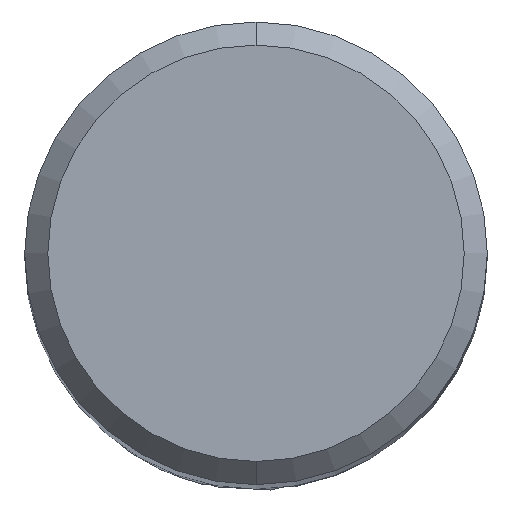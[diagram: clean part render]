
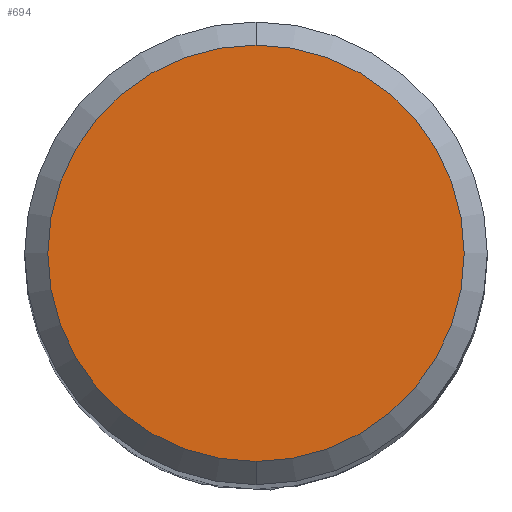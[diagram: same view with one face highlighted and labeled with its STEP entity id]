
A CAD part, top view. The second image highlights one B-rep face of the part: STEP entity #694.
In plain terms, the highlighted planar face has unit normal (0, 0, 1).
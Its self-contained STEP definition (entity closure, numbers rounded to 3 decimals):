
#418=VERTEX_POINT('',#1078);
#604=EDGE_CURVE('',#418,#776,#1283,.T.);
#694=ADVANCED_FACE('',(#1383),#1384,.T.);
#776=VERTEX_POINT('',#1471);
#862=EDGE_CURVE('',#776,#418,#1565,.T.);
#1078=CARTESIAN_POINT('',(0.,-3.6,0.0));
#1283=CIRCLE('',#4214,3.6);
#1383=FACE_OUTER_BOUND('',#5854,.T.);
#1384=PLANE('',#5855);
#1471=CARTESIAN_POINT('',(0.0,3.6,0.0));
#1565=CIRCLE('',#8098,3.6);
#4214=AXIS2_PLACEMENT_3D('',#9952,#9953,#9954);
#5854=EDGE_LOOP('',(#10058,#10059));
#5855=AXIS2_PLACEMENT_3D('',#10060,#10061,#10062);
#8098=AXIS2_PLACEMENT_3D('',#10244,#10245,#10246);
#9952=CARTESIAN_POINT('',(0.0,0.0,0.0));
#9953=DIRECTION('',(0.0,0.0,-1.0));
#9954=DIRECTION('',(0.0,1.0,0.0));
#10058=ORIENTED_EDGE('',*,*,#862,.F.);
#10059=ORIENTED_EDGE('',*,*,#604,.F.);
#10060=CARTESIAN_POINT('',(0.0,1.8,0.0));
#10061=DIRECTION('',(-0.0,0.0,1.0));
#10062=DIRECTION('',(0.0,-1.0,0.0));
#10244=CARTESIAN_POINT('',(0.0,0.0,0.0));
#10245=DIRECTION('',(0.0,0.0,-1.0));
#10246=DIRECTION('',(0.0,1.0,0.0));
